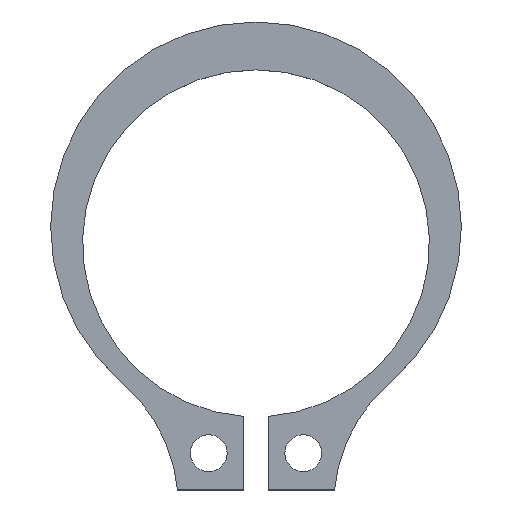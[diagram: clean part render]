
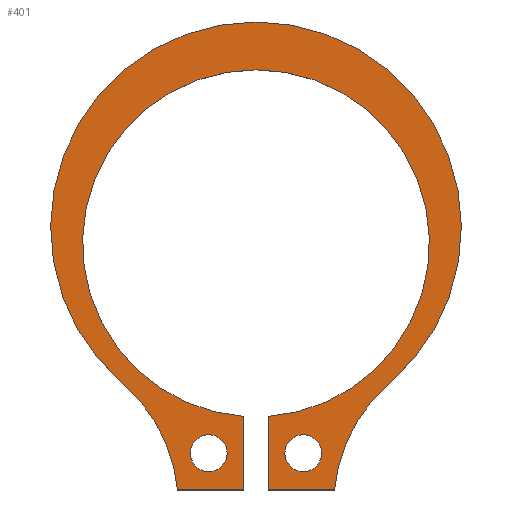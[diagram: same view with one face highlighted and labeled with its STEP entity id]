
A CAD part, top view. The second image highlights one B-rep face of the part: STEP entity #401.
In plain terms, the highlighted planar face has unit normal (0, 0, 1).
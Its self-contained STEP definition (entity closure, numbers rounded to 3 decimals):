
#43=CARTESIAN_POINT('',(-3.567,-11.401,0.));
#44=VERTEX_POINT('',#43);
#51=CARTESIAN_POINT('',(-1.567,-11.401,0.));
#52=VERTEX_POINT('',#51);
#53=CARTESIAN_POINT('',(-2.567,-11.401,0.));
#54=DIRECTION('',(1.,0.,0.));
#55=DIRECTION('',(0.,0.,1.));
#56=AXIS2_PLACEMENT_3D('',#53,#55,#54);
#57=CIRCLE('',#56,1.);
#58=EDGE_CURVE('',#52,#44,#57,.T.);
#60=CARTESIAN_POINT('',(-2.567,-11.401,0.));
#61=DIRECTION('',(-1.,0.,0.));
#62=DIRECTION('',(-0.,0.,1.));
#63=AXIS2_PLACEMENT_3D('',#60,#62,#61);
#64=CIRCLE('',#63,1.);
#65=EDGE_CURVE('',#44,#52,#64,.T.);
#94=CARTESIAN_POINT('',(1.567,-11.401,0.));
#95=VERTEX_POINT('',#94);
#102=CARTESIAN_POINT('',(3.567,-11.401,0.));
#103=VERTEX_POINT('',#102);
#104=CARTESIAN_POINT('',(2.567,-11.401,0.));
#105=DIRECTION('',(1.,0.,0.));
#106=DIRECTION('',(0.,0.,1.));
#107=AXIS2_PLACEMENT_3D('',#104,#106,#105);
#108=CIRCLE('',#107,1.);
#109=EDGE_CURVE('',#103,#95,#108,.T.);
#111=CARTESIAN_POINT('',(2.567,-11.401,0.));
#112=DIRECTION('',(-1.,0.,0.));
#113=DIRECTION('',(-0.,0.,1.));
#114=AXIS2_PLACEMENT_3D('',#111,#113,#112);
#115=CIRCLE('',#114,1.);
#116=EDGE_CURVE('',#95,#103,#115,.T.);
#137=CARTESIAN_POINT('',(-0.667,-9.401,0.));
#138=VERTEX_POINT('',#137);
#145=CARTESIAN_POINT('',(-0.667,-13.401,0.));
#146=VERTEX_POINT('',#145);
#147=CARTESIAN_POINT('',(-0.667,-9.401,0.));
#148=DIRECTION('',(0.,-1.,0.));
#149=VECTOR('',#148,4.);
#150=LINE('',#147,#149);
#151=EDGE_CURVE('',#138,#146,#150,.T.);
#177=CARTESIAN_POINT('',(0.667,-9.401,0.));
#178=VERTEX_POINT('',#177);
#179=CARTESIAN_POINT('',(0.,0.,0.));
#180=DIRECTION('',(0.071,-0.997,0.));
#181=DIRECTION('',(-0.,0.,1.));
#182=AXIS2_PLACEMENT_3D('',#179,#181,#180);
#183=CIRCLE('',#182,9.425);
#184=EDGE_CURVE('',#178,#138,#183,.T.);
#208=CARTESIAN_POINT('',(0.667,-13.401,0.));
#209=VERTEX_POINT('',#208);
#216=CARTESIAN_POINT('',(0.667,-13.401,0.));
#217=DIRECTION('',(0.,1.,0.));
#218=VECTOR('',#217,4.);
#219=LINE('',#216,#218);
#220=EDGE_CURVE('',#209,#178,#219,.T.);
#239=CARTESIAN_POINT('',(4.267,-13.401,0.));
#240=VERTEX_POINT('',#239);
#247=CARTESIAN_POINT('',(4.267,-13.401,0.));
#248=DIRECTION('',(-1.,0.,0.));
#249=VECTOR('',#248,3.6);
#250=LINE('',#247,#249);
#251=EDGE_CURVE('',#240,#209,#250,.T.);
#272=CARTESIAN_POINT('',(7.263,-7.604,0.));
#273=VERTEX_POINT('',#272);
#274=CARTESIAN_POINT('',(12.921,-14.201,0.));
#275=DIRECTION('',(-0.651,0.759,0.));
#276=DIRECTION('',(0.,0.,1.));
#277=AXIS2_PLACEMENT_3D('',#274,#276,#275);
#278=CIRCLE('',#277,8.691);
#279=EDGE_CURVE('',#273,#240,#278,.T.);
#304=CARTESIAN_POINT('',(-7.263,-7.604,0.));
#305=VERTEX_POINT('',#304);
#312=CARTESIAN_POINT('',(0.,0.867,0.));
#313=DIRECTION('',(-0.651,-0.759,0.));
#314=DIRECTION('',(-0.,0.,-1.));
#315=AXIS2_PLACEMENT_3D('',#312,#314,#313);
#316=CIRCLE('',#315,11.158);
#317=EDGE_CURVE('',#305,#273,#316,.T.);
#338=CARTESIAN_POINT('',(-4.267,-13.401,0.));
#339=VERTEX_POINT('',#338);
#340=CARTESIAN_POINT('',(-12.921,-14.201,0.));
#341=DIRECTION('',(0.996,0.092,0.));
#342=DIRECTION('',(0.,0.,1.));
#343=AXIS2_PLACEMENT_3D('',#340,#342,#341);
#344=CIRCLE('',#343,8.691);
#345=EDGE_CURVE('',#339,#305,#344,.T.);
#368=CARTESIAN_POINT('',(-0.667,-13.401,0.));
#369=DIRECTION('',(-1.,0.,0.));
#370=VECTOR('',#369,3.6);
#371=LINE('',#368,#370);
#372=EDGE_CURVE('',#146,#339,#371,.T.);
#378=CARTESIAN_POINT('',(0.,-0.688,0.));
#379=DIRECTION('',(1.,0.,0.));
#380=DIRECTION('',(0.,0.,1.));
#381=AXIS2_PLACEMENT_3D('',#378,#380,#379);
#382=PLANE('',#381);
#383=ORIENTED_EDGE('',*,*,#372,.F.);
#384=ORIENTED_EDGE('',*,*,#151,.F.);
#385=ORIENTED_EDGE('',*,*,#184,.F.);
#386=ORIENTED_EDGE('',*,*,#220,.F.);
#387=ORIENTED_EDGE('',*,*,#251,.F.);
#388=ORIENTED_EDGE('',*,*,#279,.F.);
#389=ORIENTED_EDGE('',*,*,#317,.F.);
#390=ORIENTED_EDGE('',*,*,#345,.F.);
#391=EDGE_LOOP('',(#383,#384,#385,#386,#387,#388,#389,#390));
#392=FACE_OUTER_BOUND('',#391,.T.);
#393=ORIENTED_EDGE('',*,*,#65,.F.);
#394=ORIENTED_EDGE('',*,*,#58,.F.);
#395=EDGE_LOOP('',(#393,#394));
#396=FACE_BOUND('',#395,.T.);
#397=ORIENTED_EDGE('',*,*,#116,.F.);
#398=ORIENTED_EDGE('',*,*,#109,.F.);
#399=EDGE_LOOP('',(#397,#398));
#400=FACE_BOUND('',#399,.T.);
#401=ADVANCED_FACE('F11',(#392,#396,#400),#382,.T.);
